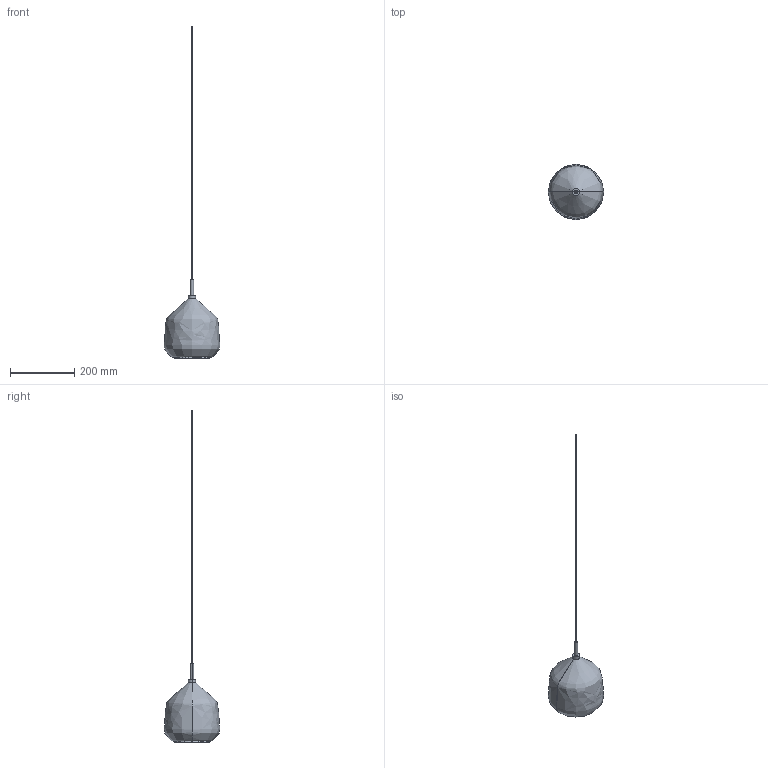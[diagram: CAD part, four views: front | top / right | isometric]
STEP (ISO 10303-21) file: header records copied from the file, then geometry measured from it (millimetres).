
FILE_DESCRIPTION(/* description */ (''),/* implementation_level */ '2;1');
FILE_NAME(/* name */ '1744V1~1',/* time_stamp */ '2020-05-19T16:19:47+02:00',/* author */ (''),/* organization */ (''),/* preprocessor_version */ 'ST-DEVELOPER v15',/* originating_system */ '',/* authorisation */ '');
FILE_SCHEMA (('AUTOMOTIVE_DESIGN'));
Length unit declared in the file: millimetre
Products named in the file (1): Document
Bounding box: 171.94 x 171.9 x 1029.82 mm (x, y, z)
Volume: 7613.3 mm3; surface area: 265190.5 mm2
Topology: 2 solids, 7 shells, 42 faces, 98 edges, 50 vertices
Faces by surface type: bspline 42
Entity records: 1826 total; most frequent: CARTESIAN_POINT 1269, ORIENTED_EDGE 156, EDGE_CURVE 86, VERTEX_POINT 50, ADVANCED_FACE 42, FACE_OUTER_BOUND 42, EDGE_LOOP 42, B_SPLINE_CURVE_WITH_KNOTS 34
